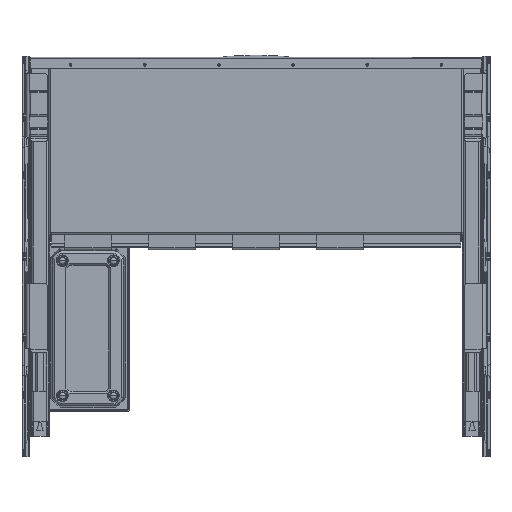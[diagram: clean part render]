
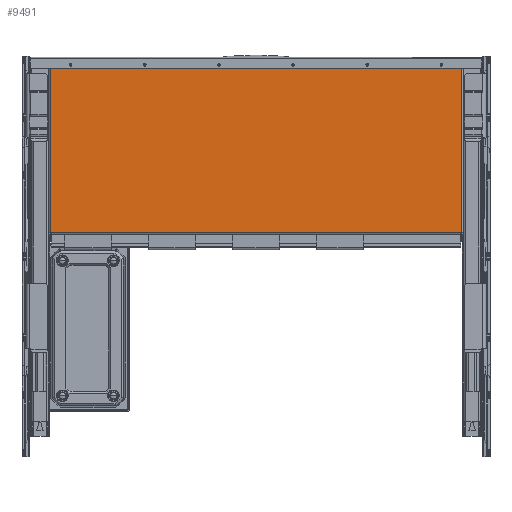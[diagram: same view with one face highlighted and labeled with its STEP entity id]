
A CAD part, front view. The second image highlights one B-rep face of the part: STEP entity #9491.
In plain terms, the highlighted planar face has unit normal (0, -1, 0).
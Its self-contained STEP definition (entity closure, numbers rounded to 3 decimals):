
#9491=ADVANCED_FACE('9827',(#27981),#27982,.F.);
#10661=EDGE_CURVE('35143',#29665,#29662,#29668,.T.);
#10663=EDGE_CURVE('22290',#29670,#29671,#29672,.T.);
#10665=EDGE_CURVE('9831',#29635,#29671,#29674,.T.);
#10667=EDGE_CURVE('22291',#29662,#29635,#29676,.T.);
#10669=EDGE_CURVE('15729',#29665,#29678,#29679,.T.);
#10671=EDGE_CURVE('35141',#29670,#29678,#29681,.T.);
#27981=FACE_OUTER_BOUND('',#52831,.T.);
#27982=PLANE('',#52832);
#29635=VERTEX_POINT('',#54920);
#29662=VERTEX_POINT('',#54964);
#29665=VERTEX_POINT('',#54969);
#29668=LINE('',#54974,#54975);
#29670=VERTEX_POINT('',#54978);
#29671=VERTEX_POINT('',#54979);
#29672=LINE('',#54980,#54981);
#29674=LINE('',#54984,#54985);
#29676=LINE('',#54988,#54989);
#29678=VERTEX_POINT('',#54992);
#29679=LINE('',#54993,#54994);
#29681=LINE('',#54997,#54998);
#52831=EDGE_LOOP('',(#96374,#96375,#96376,#96377,#96378,#96379));
#52832=AXIS2_PLACEMENT_3D('',#96380,#96381,#96382);
#54920=CARTESIAN_POINT('',(-249.8,-0.75,0.0));
#54964=CARTESIAN_POINT('',(-249.8,-0.75,-211.5));
#54969=CARTESIAN_POINT('',(-248.8,-0.75,-211.5));
#54974=CARTESIAN_POINT('',(-248.8,-0.75,-211.5));
#54975=VECTOR('',#99452,1.0);
#54978=CARTESIAN_POINT('',(249.8,-0.75,-211.5));
#54979=CARTESIAN_POINT('',(249.8,-0.75,0.0));
#54980=CARTESIAN_POINT('',(249.8,-0.75,-211.5));
#54981=VECTOR('',#99453,211.5);
#54984=CARTESIAN_POINT('',(-249.8,-0.75,0.0));
#54985=VECTOR('',#99454,499.6);
#54988=CARTESIAN_POINT('',(-249.8,-0.75,-211.5));
#54989=VECTOR('',#99455,211.5);
#54992=CARTESIAN_POINT('',(248.8,-0.75,-211.5));
#54993=CARTESIAN_POINT('',(-248.8,-0.75,-211.5));
#54994=VECTOR('',#99456,497.6);
#54997=CARTESIAN_POINT('',(249.8,-0.75,-211.5));
#54998=VECTOR('',#99457,1.0);
#96374=ORIENTED_EDGE('',*,*,#10663,.T.);
#96375=ORIENTED_EDGE('',*,*,#10665,.F.);
#96376=ORIENTED_EDGE('',*,*,#10667,.F.);
#96377=ORIENTED_EDGE('',*,*,#10661,.F.);
#96378=ORIENTED_EDGE('',*,*,#10669,.T.);
#96379=ORIENTED_EDGE('',*,*,#10671,.F.);
#96380=CARTESIAN_POINT('',(249.8,-0.75,0.0));
#96381=DIRECTION('',(-0.0,1.0,0.0));
#96382=DIRECTION('',(1.0,0.0,0.0));
#99452=DIRECTION('',(-1.0,0.0,0.0));
#99453=DIRECTION('',(0.0,0.0,1.0));
#99454=DIRECTION('',(1.0,0.0,0.0));
#99455=DIRECTION('',(0.0,0.0,1.0));
#99456=DIRECTION('',(1.0,0.0,0.0));
#99457=DIRECTION('',(-1.0,0.0,0.0));
